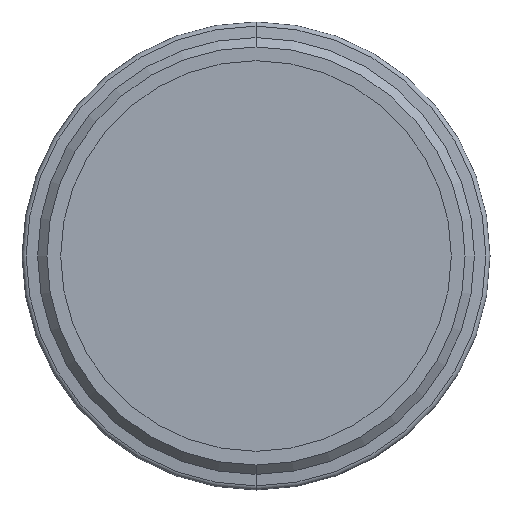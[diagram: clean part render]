
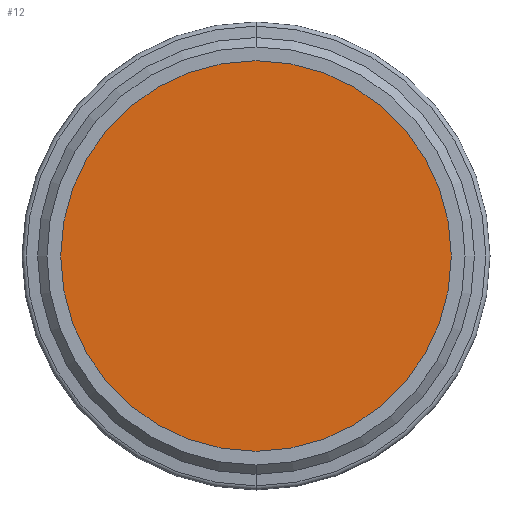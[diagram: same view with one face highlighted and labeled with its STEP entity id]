
A CAD part, front view. The second image highlights one B-rep face of the part: STEP entity #12.
In plain terms, the highlighted planar face has unit normal (0, -1, 0).
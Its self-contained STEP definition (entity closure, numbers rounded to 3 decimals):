
#12 = ADVANCED_FACE ( 'NONE', ( #249 ), #822, .T. ) ;
#118 = ORIENTED_EDGE ( 'NONE', *, *, #748, .T. ) ;
#140 = CIRCLE ( 'NONE', #459, 20.925 ) ;
#162 = VERTEX_POINT ( 'NONE', #433 ) ;
#249 = FACE_OUTER_BOUND ( 'NONE', #638, .T. ) ;
#426 = CIRCLE ( 'NONE', #911, 20.925 ) ;
#433 = CARTESIAN_POINT ( 'NONE',  ( 0., -5.09, -20.925 ) ) ;
#459 = AXIS2_PLACEMENT_3D ( 'NONE', #704, #702, #700 ) ;
#493 = ORIENTED_EDGE ( 'NONE', *, *, #912, .T. ) ;
#537 = DIRECTION ( 'NONE',  ( 0., 0., -1. ) ) ;
#538 = DIRECTION ( 'NONE',  ( 0., -1., 0. ) ) ;
#540 = CARTESIAN_POINT ( 'NONE',  ( 0., -5.09, 0. ) ) ;
#633 = VERTEX_POINT ( 'NONE', #859 ) ;
#638 = EDGE_LOOP ( 'NONE', ( #118, #493 ) ) ;
#641 = AXIS2_PLACEMENT_3D ( 'NONE', #939, #879, #945 ) ;
#700 = DIRECTION ( 'NONE',  ( 0., 0., -1. ) ) ;
#702 = DIRECTION ( 'NONE',  ( 0., -1., 0. ) ) ;
#704 = CARTESIAN_POINT ( 'NONE',  ( 0., -5.09, 0. ) ) ;
#748 = EDGE_CURVE ( 'NONE', #162, #633, #140, .T. ) ;
#822 = PLANE ( 'NONE',  #641 ) ;
#859 = CARTESIAN_POINT ( 'NONE',  ( 0., -5.09, 20.925 ) ) ;
#879 = DIRECTION ( 'NONE',  ( 0., -1., 0. ) ) ;
#911 = AXIS2_PLACEMENT_3D ( 'NONE', #540, #538, #537 ) ;
#912 = EDGE_CURVE ( 'NONE', #633, #162, #426, .T. ) ;
#939 = CARTESIAN_POINT ( 'NONE',  ( 0., -5.09, 0. ) ) ;
#945 = DIRECTION ( 'NONE',  ( 0., 0., -1. ) ) ;
